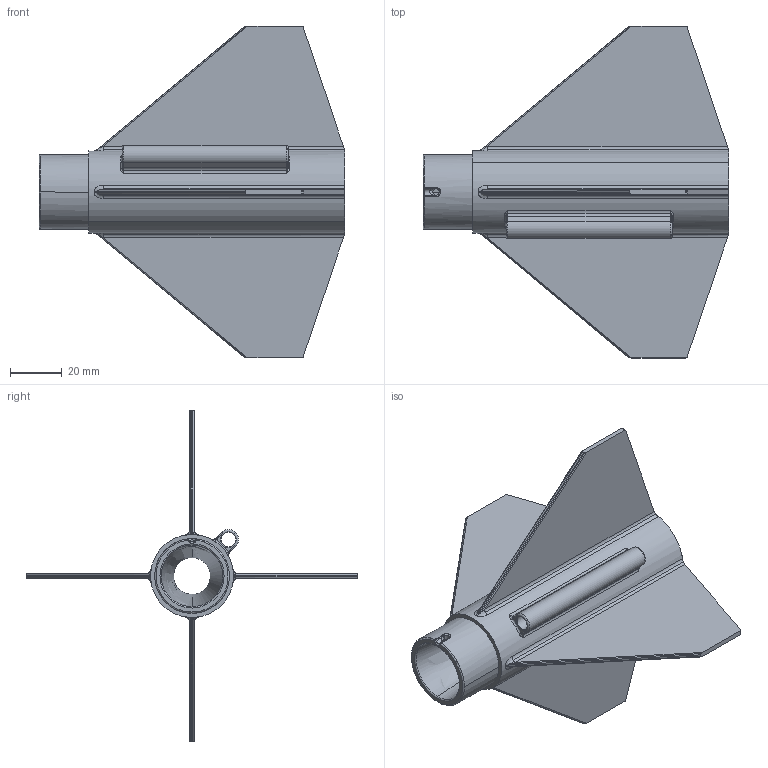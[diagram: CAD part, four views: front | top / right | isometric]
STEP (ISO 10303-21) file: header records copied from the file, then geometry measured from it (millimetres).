
FILE_DESCRIPTION(('STEP AP214'),'1');
FILE_NAME('Empennage.stp','2023-11-18T09:20:13',(' '),(' '),'Spatial InterOp 3D',' ',' ');
FILE_SCHEMA(('AUTOMOTIVE_DESIGN { 1 0 10303 214 1 1 1 1 }'));
Length unit declared in the file: metre
Products named in the file (2): Empennage; Conception1
Assembly tree (1 placements, depth 2):
  Empennage
    Conception1
Bounding box: 117.96 x 128 x 128 mm (x, y, z)
Volume: 80285.6 mm3; surface area: 44842.3 mm2
Topology: 1 solids, 1 shells, 186 faces, 505 edges, 318 vertices
Faces by surface type: cylinder 99, plane 32, bspline 26, torus 21, revolution 4, sphere 4
Entity records: 22671 total; most frequent: CARTESIAN_POINT 18093, ORIENTED_EDGE 994, DIRECTION 911, EDGE_CURVE 497, AXIS2_PLACEMENT_3D 378, VERTEX_POINT 320, EDGE_LOOP 197, ADVANCED_FACE 186
